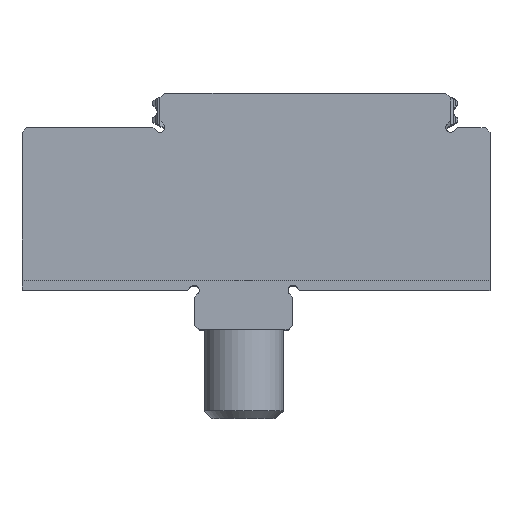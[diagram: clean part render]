
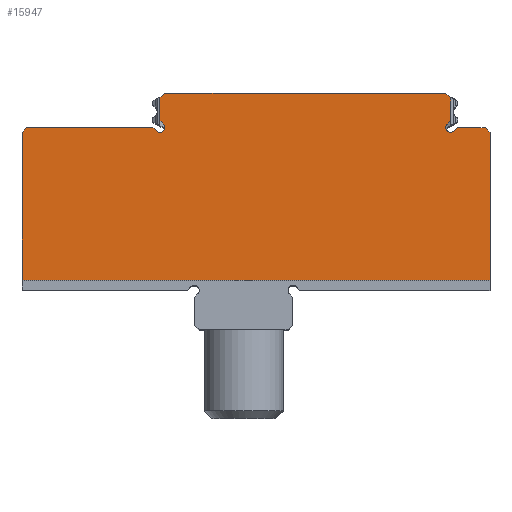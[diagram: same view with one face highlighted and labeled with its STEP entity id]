
A CAD part, top view. The second image highlights one B-rep face of the part: STEP entity #15947.
In plain terms, the highlighted planar face has unit normal (0, 0, 1).
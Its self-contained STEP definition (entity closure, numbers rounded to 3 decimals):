
#712=PLANE('',#17145);
#1681=LINE('',#26410,#3085);
#1710=LINE('',#26482,#3114);
#1715=LINE('',#26492,#3119);
#1720=LINE('',#26502,#3124);
#1727=LINE('',#26517,#3131);
#1741=LINE('',#26546,#3145);
#1745=LINE('',#26554,#3149);
#1778=LINE('',#26632,#3182);
#1818=LINE('',#26718,#3222);
#1820=LINE('',#26722,#3224);
#1829=LINE('',#26739,#3233);
#1830=LINE('',#26742,#3234);
#1833=LINE('',#26748,#3237);
#1834=LINE('',#26749,#3238);
#1835=LINE('',#26751,#3239);
#1836=LINE('',#26752,#3240);
#3085=VECTOR('',#20022,10.);
#3114=VECTOR('',#20087,10.);
#3119=VECTOR('',#20098,10.);
#3124=VECTOR('',#20109,10.);
#3131=VECTOR('',#20126,10.);
#3145=VECTOR('',#20154,10.);
#3149=VECTOR('',#20166,10.);
#3182=VECTOR('',#20217,10.);
#3222=VECTOR('',#20295,10.);
#3224=VECTOR('',#20299,10.);
#3233=VECTOR('',#20316,10.);
#3234=VECTOR('',#20319,10.);
#3237=VECTOR('',#20326,10.);
#3238=VECTOR('',#20327,10.);
#3239=VECTOR('',#20328,10.);
#3240=VECTOR('',#20329,10.);
#4452=FACE_OUTER_BOUND('',#5291,.T.);
#5291=EDGE_LOOP('',(#12879,#12880,#12881,#12882,#12883,#12884,#12885,#12886,
#12887,#12888,#12889,#12890,#12891,#12892,#12893,#12894,#12895,#12896));
#5726=CIRCLE('',#17101,0.5);
#5736=CIRCLE('',#17140,0.5);
#7064=VERTEX_POINT('',#26407);
#7065=VERTEX_POINT('',#26409);
#7090=VERTEX_POINT('',#26480);
#7092=VERTEX_POINT('',#26490);
#7094=VERTEX_POINT('',#26500);
#7097=VERTEX_POINT('',#26516);
#7098=VERTEX_POINT('',#26522);
#7099=VERTEX_POINT('',#26524);
#7105=VERTEX_POINT('',#26545);
#7140=VERTEX_POINT('',#26629);
#7141=VERTEX_POINT('',#26631);
#7168=VERTEX_POINT('',#26717);
#7169=VERTEX_POINT('',#26721);
#7172=VERTEX_POINT('',#26731);
#7173=VERTEX_POINT('',#26737);
#7174=VERTEX_POINT('',#26741);
#7175=VERTEX_POINT('',#26747);
#7176=VERTEX_POINT('',#26750);
#9010=EDGE_CURVE('',#7064,#7065,#1681,.T.);
#9046=EDGE_CURVE('',#7090,#7064,#1710,.T.);
#9051=EDGE_CURVE('',#7090,#7092,#1715,.T.);
#9056=EDGE_CURVE('',#7092,#7094,#1720,.T.);
#9063=EDGE_CURVE('',#7065,#7097,#1727,.T.);
#9067=EDGE_CURVE('',#7099,#7098,#5726,.T.);
#9079=EDGE_CURVE('',#7105,#7097,#1741,.T.);
#9083=EDGE_CURVE('',#7098,#7105,#1745,.T.);
#9120=EDGE_CURVE('',#7141,#7140,#1778,.T.);
#9164=EDGE_CURVE('',#7141,#7168,#1818,.T.);
#9166=EDGE_CURVE('',#7169,#7099,#1820,.T.);
#9173=EDGE_CURVE('',#7094,#7172,#5736,.T.);
#9176=EDGE_CURVE('',#7172,#7173,#1829,.T.);
#9177=EDGE_CURVE('',#7174,#7169,#1830,.T.);
#9180=EDGE_CURVE('',#7175,#7140,#1833,.T.);
#9181=EDGE_CURVE('',#7174,#7175,#1834,.T.);
#9182=EDGE_CURVE('',#7173,#7176,#1835,.T.);
#9183=EDGE_CURVE('',#7168,#7176,#1836,.T.);
#12879=ORIENTED_EDGE('',*,*,#9120,.T.);
#12880=ORIENTED_EDGE('',*,*,#9180,.F.);
#12881=ORIENTED_EDGE('',*,*,#9181,.F.);
#12882=ORIENTED_EDGE('',*,*,#9177,.T.);
#12883=ORIENTED_EDGE('',*,*,#9166,.T.);
#12884=ORIENTED_EDGE('',*,*,#9067,.T.);
#12885=ORIENTED_EDGE('',*,*,#9083,.T.);
#12886=ORIENTED_EDGE('',*,*,#9079,.T.);
#12887=ORIENTED_EDGE('',*,*,#9063,.F.);
#12888=ORIENTED_EDGE('',*,*,#9010,.F.);
#12889=ORIENTED_EDGE('',*,*,#9046,.F.);
#12890=ORIENTED_EDGE('',*,*,#9051,.T.);
#12891=ORIENTED_EDGE('',*,*,#9056,.T.);
#12892=ORIENTED_EDGE('',*,*,#9173,.T.);
#12893=ORIENTED_EDGE('',*,*,#9176,.T.);
#12894=ORIENTED_EDGE('',*,*,#9182,.T.);
#12895=ORIENTED_EDGE('',*,*,#9183,.F.);
#12896=ORIENTED_EDGE('',*,*,#9164,.F.);
#15947=ADVANCED_FACE('',(#4452),#712,.T.);
#17101=AXIS2_PLACEMENT_3D('',#26525,#20134,#20135);
#17140=AXIS2_PLACEMENT_3D('',#26733,#20308,#20309);
#17145=AXIS2_PLACEMENT_3D('',#26746,#20324,#20325);
#20022=DIRECTION('',(1.,0.,0.));
#20087=DIRECTION('',(0.707,0.707,0.));
#20098=DIRECTION('',(0.,-1.,0.));
#20109=DIRECTION('',(0.707,-0.707,0.));
#20126=DIRECTION('',(0.707,-0.707,0.));
#20134=DIRECTION('center_axis',(0.,0.,-1.));
#20135=DIRECTION('ref_axis',(-0.707,0.707,0.));
#20154=DIRECTION('',(0.,1.,0.));
#20166=DIRECTION('',(0.707,0.707,0.));
#20217=DIRECTION('',(1.,0.,0.));
#20295=DIRECTION('',(0.,1.,0.));
#20299=DIRECTION('',(-0.707,-0.707,0.));
#20308=DIRECTION('center_axis',(0.,0.,-1.));
#20309=DIRECTION('ref_axis',(-0.707,-0.707,0.));
#20316=DIRECTION('',(-0.707,0.707,0.));
#20319=DIRECTION('',(-1.,0.,0.));
#20324=DIRECTION('center_axis',(0.,0.,1.));
#20325=DIRECTION('ref_axis',(1.,0.,0.));
#20326=DIRECTION('',(0.,-1.,0.));
#20327=DIRECTION('',(0.707,-0.707,0.));
#20328=DIRECTION('',(-1.,0.,0.));
#20329=DIRECTION('',(0.707,0.707,0.));
#26407=CARTESIAN_POINT('',(-8.,20.,32.5));
#26409=CARTESIAN_POINT('',(20.5,20.,32.5));
#26410=CARTESIAN_POINT('',(25.,20.,32.5));
#26480=CARTESIAN_POINT('',(-8.5,19.5,32.5));
#26482=CARTESIAN_POINT('',(-8.568,19.432,32.5));
#26490=CARTESIAN_POINT('',(-8.5,17.207,32.5));
#26492=CARTESIAN_POINT('',(-8.5,12.774,32.5));
#26500=CARTESIAN_POINT('',(-8.146,16.854,32.5));
#26502=CARTESIAN_POINT('',(-4.04,12.748,32.5));
#26516=CARTESIAN_POINT('',(21.,19.5,32.5));
#26517=CARTESIAN_POINT('',(18.533,21.967,32.5));
#26522=CARTESIAN_POINT('',(20.646,16.854,32.5));
#26524=CARTESIAN_POINT('',(21.354,16.146,32.5));
#26525=CARTESIAN_POINT('Origin',(21.,16.5,32.5));
#26545=CARTESIAN_POINT('',(21.,17.207,32.5));
#26546=CARTESIAN_POINT('',(21.,14.524,32.5));
#26554=CARTESIAN_POINT('',(13.829,10.036,32.5));
#26629=CARTESIAN_POINT('',(25.,1.,32.5));
#26631=CARTESIAN_POINT('',(-22.5,1.,32.5));
#26632=CARTESIAN_POINT('',(-10.66,1.,32.5));
#26717=CARTESIAN_POINT('',(-22.5,16.,32.5));
#26718=CARTESIAN_POINT('',(-22.5,20.,32.5));
#26721=CARTESIAN_POINT('',(21.707,16.5,32.5));
#26722=CARTESIAN_POINT('',(14.713,9.505,32.5));
#26731=CARTESIAN_POINT('',(-8.854,16.146,32.5));
#26733=CARTESIAN_POINT('Origin',(-8.5,16.5,32.5));
#26737=CARTESIAN_POINT('',(-9.207,16.5,32.5));
#26739=CARTESIAN_POINT('',(-4.571,11.864,32.5));
#26741=CARTESIAN_POINT('',(24.5,16.5,32.5));
#26742=CARTESIAN_POINT('',(11.09,16.5,32.5));
#26746=CARTESIAN_POINT('Origin',(1.18,9.049,32.5));
#26747=CARTESIAN_POINT('',(25.,16.,32.5));
#26748=CARTESIAN_POINT('',(25.,0.,32.5));
#26749=CARTESIAN_POINT('',(20.658,20.342,32.5));
#26750=CARTESIAN_POINT('',(-22.,16.5,32.5));
#26751=CARTESIAN_POINT('',(-10.66,16.5,32.5));
#26752=CARTESIAN_POINT('',(-18.193,20.307,32.5));
